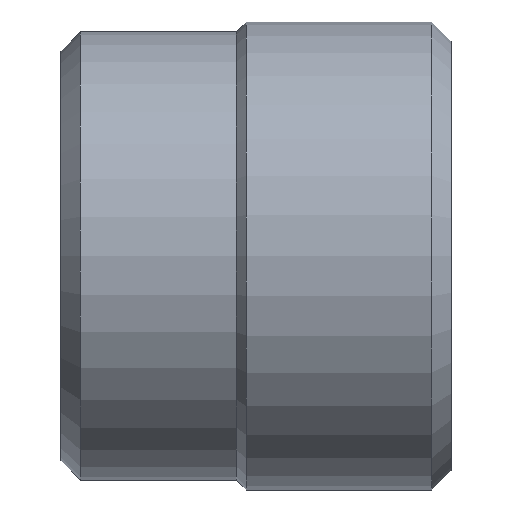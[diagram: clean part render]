
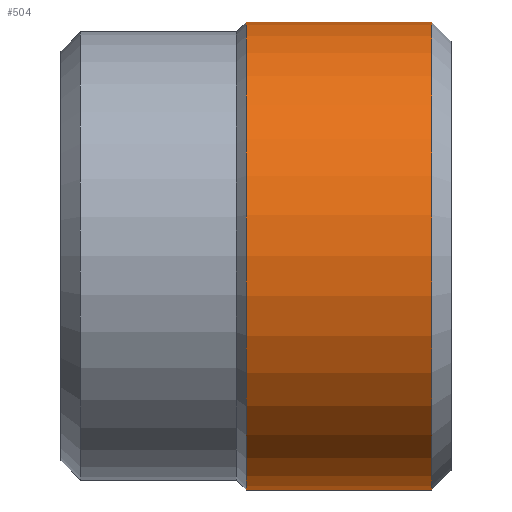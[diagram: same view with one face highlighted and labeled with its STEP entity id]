
A CAD part, top view. The second image highlights one B-rep face of the part: STEP entity #504.
In plain terms, the highlighted cylindrical face has radius 6 mm (diameter 12 mm), a partial arc.
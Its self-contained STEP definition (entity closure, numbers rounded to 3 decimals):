
#47=CARTESIAN_POINT('',(-5.25,0.,0.));
#48=DIRECTION('',(-1.,0.,0.));
#49=DIRECTION('',(0.,-1.,0.));
#50=AXIS2_PLACEMENT_3D('',#47,#48,#49);
#57=DIRECTION('',(1.,0.,0.));
#58=VECTOR('',#57,4.75);
#59=CARTESIAN_POINT('',(-5.25,-6.,0.));
#60=LINE('',#59,#58);
#61=DIRECTION('',(1.,0.,0.));
#62=VECTOR('',#61,4.75);
#63=CARTESIAN_POINT('',(-5.25,6.,0.));
#64=LINE('',#63,#62);
#98=CARTESIAN_POINT('',(-0.5,0.,0.));
#99=DIRECTION('',(-1.,0.,0.));
#100=DIRECTION('',(0.,-1.,0.));
#101=AXIS2_PLACEMENT_3D('',#98,#99,#100);
#353=CARTESIAN_POINT('',(-5.25,-6.,0.));
#354=CARTESIAN_POINT('',(-5.25,6.,0.));
#355=VERTEX_POINT('',#353);
#356=VERTEX_POINT('',#354);
#361=CARTESIAN_POINT('',(-0.5,-6.,0.));
#362=CARTESIAN_POINT('',(-0.5,6.,0.));
#363=VERTEX_POINT('',#361);
#364=VERTEX_POINT('',#362);
#490=CARTESIAN_POINT('',(0.5,0.,0.));
#491=DIRECTION('',(-1.,0.,0.));
#492=DIRECTION('',(0.,1.,0.));
#493=AXIS2_PLACEMENT_3D('',#490,#491,#492);
#494=CYLINDRICAL_SURFACE('',#493,6.);
#496=ORIENTED_EDGE('',*,*,#495,.F.);
#497=ORIENTED_EDGE('',*,*,#480,.T.);
#499=ORIENTED_EDGE('',*,*,#498,.T.);
#501=ORIENTED_EDGE('',*,*,#500,.F.);
#502=EDGE_LOOP('',(#496,#497,#499,#501));
#503=FACE_OUTER_BOUND('',#502,.F.);
#504=ADVANCED_FACE('',(#503),#494,.T.);
#51=CIRCLE('',#50,6.);
#102=CIRCLE('',#101,6.);
#480=EDGE_CURVE('',#355,#356,#51,.T.);
#495=EDGE_CURVE('',#355,#363,#60,.T.);
#498=EDGE_CURVE('',#356,#364,#64,.T.);
#500=EDGE_CURVE('',#363,#364,#102,.T.);
